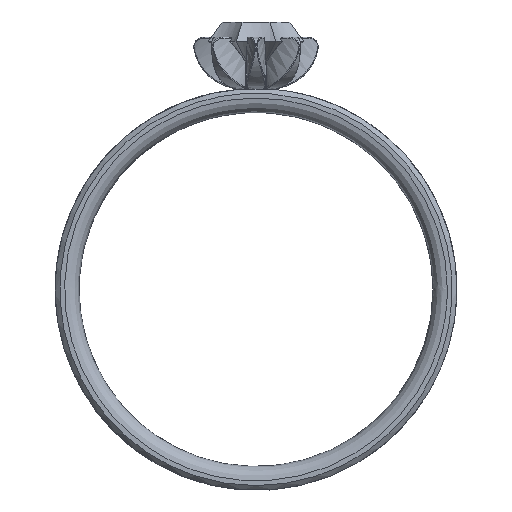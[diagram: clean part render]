
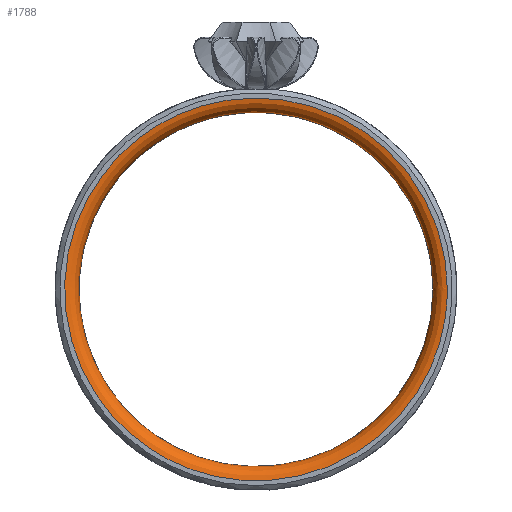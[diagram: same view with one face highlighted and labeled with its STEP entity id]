
A CAD part, top view. The second image highlights one B-rep face of the part: STEP entity #1788.
In plain terms, the highlighted free-form (B-spline) face has degree [2, 2] with [9, 3] control points.
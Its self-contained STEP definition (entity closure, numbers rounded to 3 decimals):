
#1671 = EDGE_CURVE('',#1672,#1672,#1674,.T.);
#1672 = VERTEX_POINT('',#1673);
#1673 = CARTESIAN_POINT('',(8.388,-10.881,
    0.839));
#1674 = ( BOUNDED_CURVE() B_SPLINE_CURVE(2,(#1675,#1676,#1677,#1678,
#1679,#1680,#1681),.UNSPECIFIED.,.T.,.F.) B_SPLINE_CURVE_WITH_KNOTS((3,2
    ,2,3),(3.142,5.236,7.33,9.425),
.PIECEWISE_BEZIER_KNOTS.) CURVE() GEOMETRIC_REPRESENTATION_ITEM() 
RATIONAL_B_SPLINE_CURVE((1.,0.5,1.,0.5,1.,0.5,1.)) REPRESENTATION_ITEM(
  '') );
#1675 = CARTESIAN_POINT('',(8.388,-10.881,
    0.839));
#1676 = CARTESIAN_POINT('',(8.388,3.648,0.839
    ));
#1677 = CARTESIAN_POINT('',(-4.194,-3.616,
    0.839));
#1678 = CARTESIAN_POINT('',(-16.777,-10.881,
    0.839));
#1679 = CARTESIAN_POINT('',(-4.194,-18.145,
    0.839));
#1680 = CARTESIAN_POINT('',(8.388,-25.41,0.839)
  );
#1681 = CARTESIAN_POINT('',(8.388,-10.881,
    0.839));
#1751 = VERTEX_POINT('',#1752);
#1752 = CARTESIAN_POINT('',(7.759,-10.881,
    0.21));
#1760 = EDGE_CURVE('',#1751,#1751,#1761,.T.);
#1761 = ( BOUNDED_CURVE() B_SPLINE_CURVE(2,(#1762,#1763,#1764,#1765,
#1766,#1767,#1768),.UNSPECIFIED.,.T.,.F.) B_SPLINE_CURVE_WITH_KNOTS((3,2
    ,2,3),(3.142,5.236,7.33,9.425),
.PIECEWISE_BEZIER_KNOTS.) CURVE() GEOMETRIC_REPRESENTATION_ITEM() 
RATIONAL_B_SPLINE_CURVE((1.,0.5,1.,0.5,1.,0.5,1.)) REPRESENTATION_ITEM(
  '') );
#1762 = CARTESIAN_POINT('',(7.759,-10.881,
    0.21));
#1763 = CARTESIAN_POINT('',(7.759,-24.32,0.21
    ));
#1764 = CARTESIAN_POINT('',(-3.88,-17.601,
    0.21));
#1765 = CARTESIAN_POINT('',(-15.518,-10.881,
    0.21));
#1766 = CARTESIAN_POINT('',(-3.88,-4.161,
    0.21));
#1767 = CARTESIAN_POINT('',(7.759,2.558,0.21
    ));
#1768 = CARTESIAN_POINT('',(7.759,-10.881,
    0.21));
#1788 = ADVANCED_FACE('',(#1789),#1800,.T.);
#1789 = FACE_BOUND('',#1790,.T.);
#1790 = EDGE_LOOP('',(#1791,#1792,#1798,#1799));
#1791 = ORIENTED_EDGE('',*,*,#1671,.T.);
#1792 = ORIENTED_EDGE('',*,*,#1793,.T.);
#1793 = EDGE_CURVE('',#1672,#1751,#1794,.T.);
#1794 = ( BOUNDED_CURVE() B_SPLINE_CURVE(2,(#1795,#1796,#1797),
.UNSPECIFIED.,.F.,.F.) B_SPLINE_CURVE_WITH_KNOTS((3,3),(1.571,
3.142),.PIECEWISE_BEZIER_KNOTS.) CURVE() 
GEOMETRIC_REPRESENTATION_ITEM() RATIONAL_B_SPLINE_CURVE((1.,
0.707,1.)) REPRESENTATION_ITEM('') );
#1795 = CARTESIAN_POINT('',(8.388,-10.881,
    0.839));
#1796 = CARTESIAN_POINT('',(7.759,-10.881,
    0.839));
#1797 = CARTESIAN_POINT('',(7.759,-10.881,
    0.21));
#1798 = ORIENTED_EDGE('',*,*,#1760,.T.);
#1799 = ORIENTED_EDGE('',*,*,#1793,.F.);
#1800 = ( BOUNDED_SURFACE() B_SPLINE_SURFACE(2,2,(
    (#1801,#1802,#1803)
    ,(#1804,#1805,#1806)
    ,(#1807,#1808,#1809)
    ,(#1810,#1811,#1812)
    ,(#1813,#1814,#1815)
    ,(#1816,#1817,#1818)
    ,(#1819,#1820,#1821)
    ,(#1822,#1823,#1824)
    ,(#1825,#1826,#1827
)),.UNSPECIFIED.,.T.,.F.,.F.) B_SPLINE_SURFACE_WITH_KNOTS((3,2,2,2,3),(3
    ,3),(-3.142,-2.094,0.,2.094,3.142)
  ,(3.142,4.712),.UNSPECIFIED.) 
GEOMETRIC_REPRESENTATION_ITEM() RATIONAL_B_SPLINE_SURFACE((
    (0.75,0.53,0.75)
    ,(0.75,0.53,0.75)
    ,(1.,0.707,1.)
    ,(0.5,0.354,0.5)
    ,(1.,0.707,1.)
    ,(0.5,0.354,0.5)
    ,(1.,0.707,1.)
    ,(0.75,0.53,0.75)
,(0.75,0.53,0.75))) REPRESENTATION_ITEM('') SURFACE() );
#1801 = CARTESIAN_POINT('',(7.759,-10.881,
    0.21));
#1802 = CARTESIAN_POINT('',(7.759,-10.881,
    0.839));
#1803 = CARTESIAN_POINT('',(8.388,-10.881,
    0.839));
#1804 = CARTESIAN_POINT('',(7.759,-15.361,
    0.21));
#1805 = CARTESIAN_POINT('',(7.759,-15.361,
    0.839));
#1806 = CARTESIAN_POINT('',(8.388,-15.724,
    0.839));
#1807 = CARTESIAN_POINT('',(3.88,-17.601,
    0.21));
#1808 = CARTESIAN_POINT('',(3.88,-17.601,
    0.839));
#1809 = CARTESIAN_POINT('',(4.194,-18.145,
    0.839));
#1810 = CARTESIAN_POINT('',(-7.759,-24.32,
    0.21));
#1811 = CARTESIAN_POINT('',(-7.759,-24.32,
    0.839));
#1812 = CARTESIAN_POINT('',(-8.388,-25.41,0.839
    ));
#1813 = CARTESIAN_POINT('',(-7.759,-10.881,
    0.21));
#1814 = CARTESIAN_POINT('',(-7.759,-10.881,
    0.839));
#1815 = CARTESIAN_POINT('',(-8.388,-10.881,
    0.839));
#1816 = CARTESIAN_POINT('',(-7.759,2.558,
    0.21));
#1817 = CARTESIAN_POINT('',(-7.759,2.558,
    0.839));
#1818 = CARTESIAN_POINT('',(-8.388,3.648,
    0.839));
#1819 = CARTESIAN_POINT('',(3.88,-4.161,0.21
    ));
#1820 = CARTESIAN_POINT('',(3.88,-4.161,0.839
    ));
#1821 = CARTESIAN_POINT('',(4.194,-3.616,
    0.839));
#1822 = CARTESIAN_POINT('',(7.759,-6.401,
    0.21));
#1823 = CARTESIAN_POINT('',(7.759,-6.401,
    0.839));
#1824 = CARTESIAN_POINT('',(8.388,-6.038,
    0.839));
#1825 = CARTESIAN_POINT('',(7.759,-10.881,
    0.21));
#1826 = CARTESIAN_POINT('',(7.759,-10.881,
    0.839));
#1827 = CARTESIAN_POINT('',(8.388,-10.881,
    0.839));
